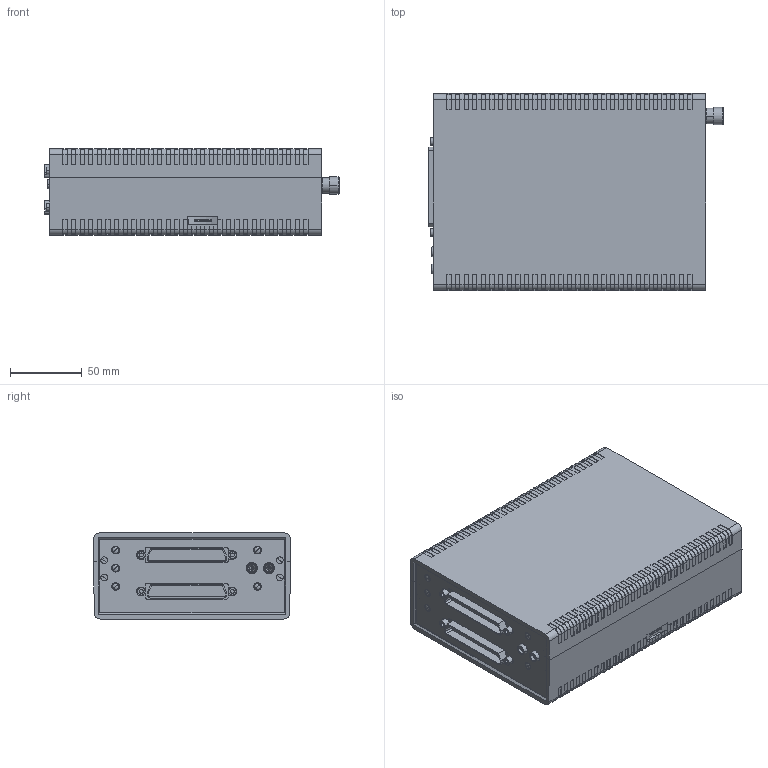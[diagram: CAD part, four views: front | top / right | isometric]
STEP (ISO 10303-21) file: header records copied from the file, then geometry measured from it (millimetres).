
FILE_DESCRIPTION (( 'STEP AP203' ), '1' );
FILE_NAME ('LTR-EU-2-5_3D.STEP', '2021-08-26T12:55:11', ( '' ), ( '' ), 'SwSTEP 2.0', 'SolidWorks 2019', '' );
FILE_SCHEMA (( 'CONFIG_CONTROL_DESIGN' ));
Length unit declared in the file: millimetre
Products named in the file (49): PBD.stp; ______-0.stp; ____ - M 2X5 - GOST 11644-75.stp; ____________.stp; ~PART1.stp; ______ GREEN.stp; DJK-02A.stp; PART1.stp; _______________.stp; TJ6-8P8C.stp; ____ - M2.5 X 10 - GOST 17474-80.stp; LI-4 ___.________.stp; __________U1.stp; 607.stp; ~PBD.stp; 605.stp; _____ LTR031.stp; _________.stp; 60.stp; LTR00-01.stp; MDN-9.stp; DB-R(__ _____).stp; _____.stp; ____- M2.5 X 8  - GOST 17475-80.stp; ______ LTR031-1.stp; LTR-EU-2-5_3D.stp; ______ _____ _______ _3.stp; LTR-EU-2-5_3D; _____ ________.stp; 601.stp; ____ - M 3X5 - GOST 1491-70.stp; ________.stp; 603.stp; __________2.stp; PLD6-R.stp; ______ __ ____ __-3.stp; __________ 80.stp; _________ U-2.stp; ______ LTR031.stp; LTR00.stp ...
Assembly tree (83 placements, depth 4):
  LTR-EU-2-5_3D
    LTR-EU-2-5_3D.stp
      ______ G767.stp
        ______.stp
      LTR00-01.stp
        LTR00.stp
        DB-R(__ _____).stp
      ______ LTR031.stp
        _____ LTR031.stp
        PART1.stp
        PBD.stp
        MDN-9.stp
        TJ6-8P8C.stp
        ~PART1.stp
        DJK-02A.stp
      LTR031CV3_3D.stp
        _____ ________.stp
        ~PBD.stp  x2
        PLD6-R.stp
        PLD2R.stp
      LTR00-01.stp
        LTR00.stp
        DB-R(__ _____).stp
      ______ __ ____ __-3.stp
        ______-0.stp
        ________.stp
        _____ - M3  - GOST 5927.stp  x2
      LI-4 ___.________.stp
        _____.stp
        ______ GREEN.stp
      LI-4 ___.________.stp
        _____.stp
        ______ GREEN.stp
      60(1).stp
        60.stp
        601.stp
        603.stp
        605.stp
        607.stp
      _________.stp
      ______ LTR031-1.stp
      _________ U-2.stp
      _______________.stp
      ____________.stp  x4
      __________2.stp
      ____- M2.5 X 8  - GOST 17475-80.stp  x7
      ____ - M 3X5 - GOST 1491-70.stp  x11
      __________U1.stp
      ______ _____ _______ _3.stp  x4
      ________ ______.stp
      ____ - M2.5 X 10 - GOST 17474-80.stp  x5
      __________ 80.stp
      ____ - M 2X5 - GOST 11644-75.stp  x4
Bounding box: 205.74 x 137.5 x 60 mm (x, y, z)
Volume: 382168 mm3; surface area: 359217.4 mm2
Topology: 77 solids, 77 shells, 4132 faces, 10513 edges, 6859 vertices
Faces by surface type: plane 1813, cylinder 1163, bspline 796, cone 170, torus 126, sphere 64
Entity records: 151484 total; most frequent: CARTESIAN_POINT 68207, ORIENTED_EDGE 16528, DIRECTION 14947, EDGE_CURVE 8264, VECTOR 5637, LINE 5637, VERTEX_POINT 5412, AXIS2_PLACEMENT_3D 4655
